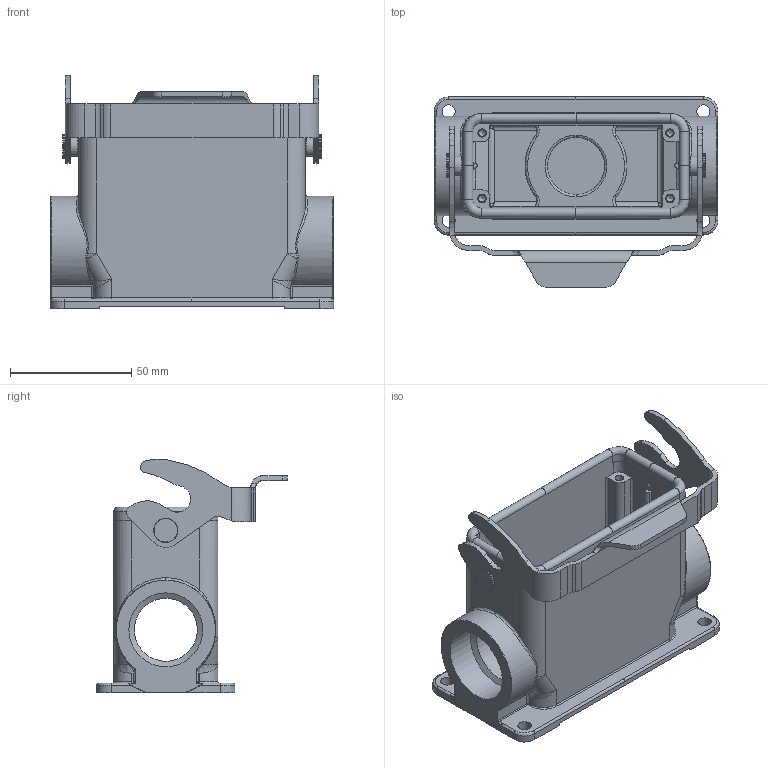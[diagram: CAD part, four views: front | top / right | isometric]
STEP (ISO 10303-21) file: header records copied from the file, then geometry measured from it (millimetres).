
FILE_DESCRIPTION(/* description */ (''),/* implementation_level */ '2;1');
FILE_NAME(/* name */ 'C146_10N016_602_2.stp',/* time_stamp */ '2016-12-02T14:19:26+01:00',/* author */ (''),/* organization */ (''),/* preprocessor_version */ 'ST-DEVELOPER v15',/* originating_system */ 'SIEMENS PLM Software NX 9.0',/* authorisation */ '');
FILE_SCHEMA (('CONFIG_CONTROL_DESIGN'));
Length unit declared in the file: millimetre
Products named in the file (1): c3d-c146 10n016 602 2nxm001-01
Bounding box: 117 x 78.6 x 96.38 mm (x, y, z)
Volume: 125200.1 mm3; surface area: 64911.2 mm2
Topology: 1 solids, 4 shells, 486 faces, 1236 edges, 757 vertices
Faces by surface type: cylinder 195, plane 153, bspline 114, cone 20, revolution 4
Full cylindrical faces by diameter (mm): 2.77 x4, 2.9 x2, 3 x2, 3.5 x4, 5.5 x4, 8 x2, 10 x2, 23.5 x1, 26 x2, 30.5 x2
Entity records: 17351 total; most frequent: CARTESIAN_POINT 6625, ORIENTED_EDGE 2282, DIRECTION 2086, EDGE_CURVE 1141, AXIS2_PLACEMENT_3D 788, VERTEX_POINT 739, EDGE_LOOP 572, LINE 506
